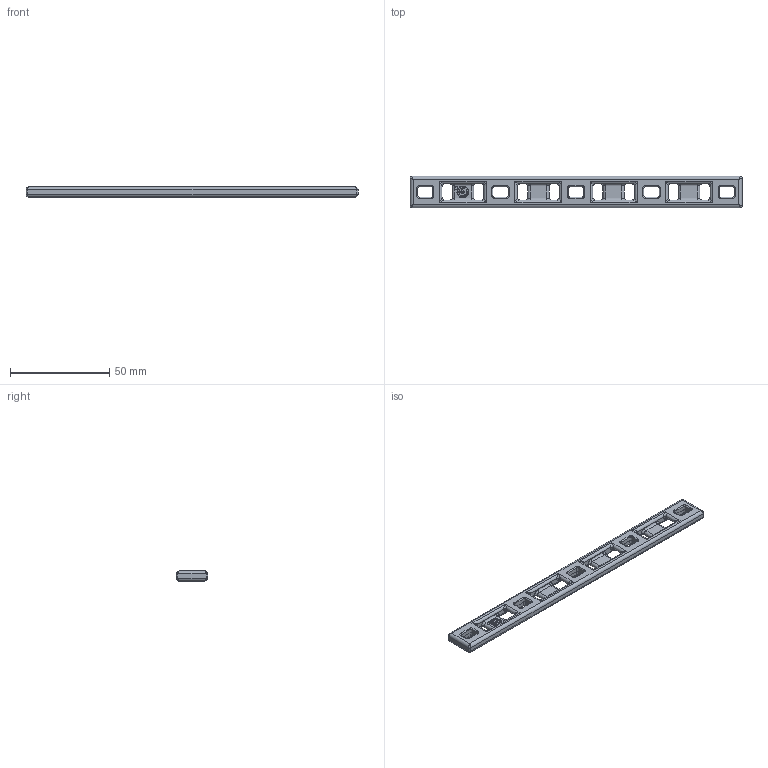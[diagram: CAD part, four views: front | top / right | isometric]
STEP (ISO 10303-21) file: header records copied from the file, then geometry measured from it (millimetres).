
FILE_DESCRIPTION(/* description */ (''),/* implementation_level */ '2;1');
FILE_NAME(/* name */ 'PANDUIT_MTPC4H-E10',/* time_stamp */ '2011-09-20T09:45:51-05:00',/* author */ (''),/* organization */ (''),/* preprocessor_version */ 'ST-DEVELOPER v9',/* originating_system */ 'UGS - NX 3.0',/* authorisation */ '');
FILE_SCHEMA (('CONFIG_CONTROL_DESIGN'));
Length unit declared in the file: inch
Products named in the file (1): bwgA42Btqtm
Bounding box: 167.47 x 15.88 x 5.08 mm (x, y, z)
Volume: 9025.3 mm3; surface area: 6968 mm2
Topology: 1 solids, 1 shells, 903 faces, 2379 edges, 1466 vertices
Faces by surface type: plane 344, cylinder 311, bspline 112, extrusion 104, torus 32
Full cylindrical faces by diameter (mm): 1.587 x1
Entity records: 29210 total; most frequent: CARTESIAN_POINT 7292, ORIENTED_EDGE 4644, DIRECTION 4420, EDGE_CURVE 2322, AXIS2_PLACEMENT_3D 1514, VERTEX_POINT 1466, VECTOR 1392, LINE 1288
